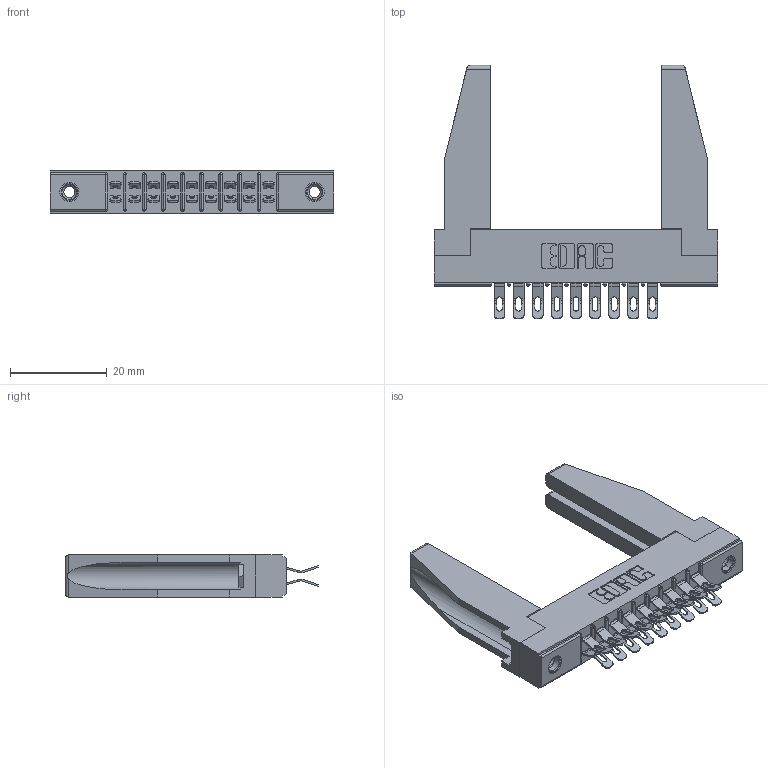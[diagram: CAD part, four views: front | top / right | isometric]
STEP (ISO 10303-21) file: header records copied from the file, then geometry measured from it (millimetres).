
FILE_DESCRIPTION (( 'STEP AP203' ), '1' );
FILE_NAME ('315-018-555-278.STEP', '2019-09-10T14:04:42', ( '' ), ( '' ), 'SwSTEP 2.0', 'SolidWorks 2016', '' );
FILE_SCHEMA (( 'CONFIG_CONTROL_DESIGN' ));
Length unit declared in the file: inch
Products named in the file (5): 315-018-555-278; 307-220-078; 305 Part_.156 Dia; 305-290-001_555; 345-250-001_345-250-001-102
Assembly tree (23 placements, depth 2):
  315-018-555-278
    305 Part_.156 Dia
    305-290-001_555  x18
    345-250-001_345-250-001-102  x2
    307-220-078  x2
Bounding box: 58.67 x 52.45 x 8.71 mm (x, y, z)
Volume: 7750.1 mm3; surface area: 10448.3 mm2
Topology: 23 solids, 23 shells, 1434 faces, 4201 edges, 2742 vertices
Faces by surface type: plane 728, cylinder 654, sphere 36, cone 12, torus 4
Entity records: 16825 total; most frequent: CARTESIAN_POINT 2809, ORIENTED_EDGE 2732, DIRECTION 2696, EDGE_CURVE 1366, LINE 1046, VECTOR 1046, VERTEX_POINT 880, AXIS2_PLACEMENT_3D 825
